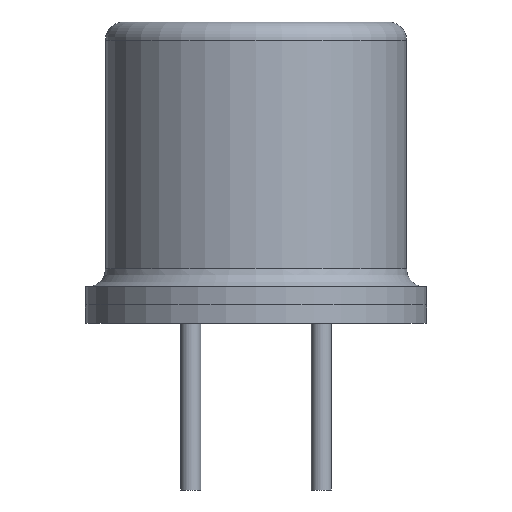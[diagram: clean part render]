
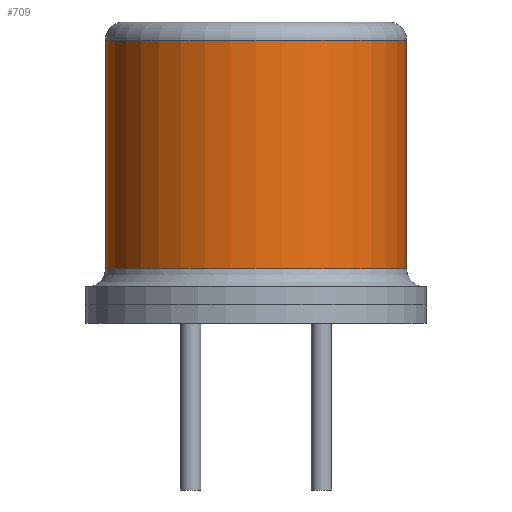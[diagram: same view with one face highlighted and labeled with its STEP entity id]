
A CAD part, front view. The second image highlights one B-rep face of the part: STEP entity #709.
In plain terms, the highlighted cylindrical face has radius 4.15 mm (diameter 8.3 mm), a partial arc.
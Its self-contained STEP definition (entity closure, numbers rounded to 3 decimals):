
#551=CARTESIAN_POINT('',(4.15,0.0,1.5));
#552=VERTEX_POINT('',#551);
#569=CARTESIAN_POINT('',(-4.15,0.,1.5));
#570=VERTEX_POINT('',#569);
#672=CARTESIAN_POINT('',(0.0,0.0,0.0));
#673=DIRECTION('',(0.0,0.0,1.0));
#674=DIRECTION('',(1.0,0.0,0.0));
#675=AXIS2_PLACEMENT_3D('',#672,#673,#674);
#676=CYLINDRICAL_SURFACE('',#675,4.15);
#677=CARTESIAN_POINT('',(4.15,0.,7.8));
#678=VERTEX_POINT('',#677);
#679=CARTESIAN_POINT('',(4.15,0.0,7.8));
#680=DIRECTION('',(0.0,0.0,-1.0));
#681=VECTOR('',#680,6.3);
#682=LINE('',#679,#681);
#683=EDGE_CURVE('',#678,#552,#682,.T.);
#684=ORIENTED_EDGE('',*,*,#683,.F.);
#685=CARTESIAN_POINT('',(-4.15,0.0,7.8));
#686=VERTEX_POINT('',#685);
#687=CARTESIAN_POINT('',(0.0,0.0,7.8));
#688=DIRECTION('',(0.0,0.0,1.0));
#689=DIRECTION('',(-1.0,0.0,0.0));
#690=AXIS2_PLACEMENT_3D('',#687,#688,#689);
#691=CIRCLE('',#690,4.15);
#692=EDGE_CURVE('',#686,#678,#691,.T.);
#693=ORIENTED_EDGE('',*,*,#692,.F.);
#694=CARTESIAN_POINT('',(-4.15,0.,7.8));
#695=DIRECTION('',(0.0,0.0,-1.0));
#696=VECTOR('',#695,6.3);
#697=LINE('',#694,#696);
#698=EDGE_CURVE('',#686,#570,#697,.T.);
#699=ORIENTED_EDGE('',*,*,#698,.T.);
#700=CARTESIAN_POINT('',(0.0,0.0,1.5));
#701=DIRECTION('',(0.0,0.0,-1.0));
#702=DIRECTION('',(1.0,0.0,0.0));
#703=AXIS2_PLACEMENT_3D('',#700,#701,#702);
#704=CIRCLE('',#703,4.15);
#705=EDGE_CURVE('',#552,#570,#704,.T.);
#706=ORIENTED_EDGE('',*,*,#705,.F.);
#707=EDGE_LOOP('',(#684,#693,#699,#706));
#708=FACE_OUTER_BOUND('',#707,.T.);
#709=ADVANCED_FACE('',(#708),#676,.T.);
